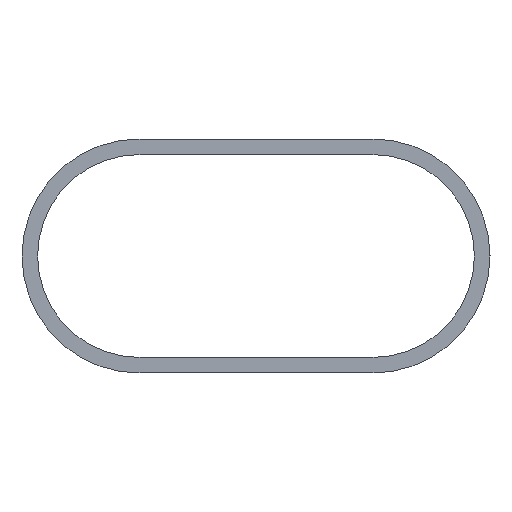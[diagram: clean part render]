
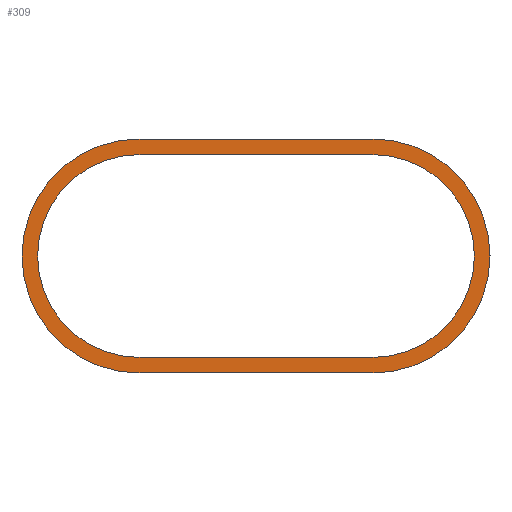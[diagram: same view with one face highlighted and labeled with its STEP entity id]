
A CAD part, left-side view. The second image highlights one B-rep face of the part: STEP entity #309.
In plain terms, the highlighted planar face has unit normal (-1, 0, 0).
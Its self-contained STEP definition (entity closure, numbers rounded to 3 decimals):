
#1 = VERTEX_POINT ( 'NONE', #127 ) ;
#12 = CARTESIAN_POINT ( 'NONE',  ( -1500., 7.5, -6.5 ) ) ;
#13 = CARTESIAN_POINT ( 'NONE',  ( -1500., -7.5, 0. ) ) ;
#17 = CARTESIAN_POINT ( 'NONE',  ( -1500., -7.5, 7.5 ) ) ;
#18 = CARTESIAN_POINT ( 'NONE',  ( -1500., -7.5, 6.5 ) ) ;
#22 = CIRCLE ( 'NONE', #101, 7.5 ) ;
#31 = CARTESIAN_POINT ( 'NONE',  ( -1500., 7.5, 6.5 ) ) ;
#34 = CARTESIAN_POINT ( 'NONE',  ( -1500., 7.5, -7.5 ) ) ;
#37 = DIRECTION ( 'NONE',  ( 1., 0., 0. ) ) ;
#47 = ORIENTED_EDGE ( 'NONE', *, *, #172, .T. ) ;
#49 = EDGE_CURVE ( 'NONE', #264, #325, #272, .T. ) ;
#56 = VERTEX_POINT ( 'NONE', #92 ) ;
#59 = EDGE_CURVE ( 'NONE', #1, #271, #281, .T. ) ;
#68 = DIRECTION ( 'NONE',  ( 0., 0., -1. ) ) ;
#70 = DIRECTION ( 'NONE',  ( 1., 0., 0. ) ) ;
#73 = ORIENTED_EDGE ( 'NONE', *, *, #121, .F. ) ;
#92 = CARTESIAN_POINT ( 'NONE',  ( -1500., 7.5, 7.5 ) ) ;
#93 = DIRECTION ( 'NONE',  ( 1., 0., 0. ) ) ;
#94 = CARTESIAN_POINT ( 'NONE',  ( -1500., -7.5, -6.5 ) ) ;
#95 = DIRECTION ( 'NONE',  ( 1., 0., 0. ) ) ;
#101 = AXIS2_PLACEMENT_3D ( 'NONE', #334, #95, #68 ) ;
#102 = AXIS2_PLACEMENT_3D ( 'NONE', #229, #70, #156 ) ;
#108 = ORIENTED_EDGE ( 'NONE', *, *, #124, .T. ) ;
#110 = AXIS2_PLACEMENT_3D ( 'NONE', #13, #258, #151 ) ;
#112 = EDGE_CURVE ( 'NONE', #235, #1, #165, .T. ) ;
#115 = DIRECTION ( 'NONE',  ( 0., 0., -1. ) ) ;
#121 = EDGE_CURVE ( 'NONE', #271, #56, #22, .T. ) ;
#124 = EDGE_CURVE ( 'NONE', #131, #292, #276, .T. ) ;
#125 = CARTESIAN_POINT ( 'NONE',  ( -1500., 7.5, 6.5 ) ) ;
#127 = CARTESIAN_POINT ( 'NONE',  ( -1500., -7.5, -7.5 ) ) ;
#130 = ORIENTED_EDGE ( 'NONE', *, *, #240, .F. ) ;
#131 = VERTEX_POINT ( 'NONE', #18 ) ;
#145 = VECTOR ( 'NONE', #171, 1000. ) ;
#151 = DIRECTION ( 'NONE',  ( 0., 0., -1. ) ) ;
#156 = DIRECTION ( 'NONE',  ( 0., 0., -1. ) ) ;
#158 = DIRECTION ( 'NONE',  ( 0., 1., 0. ) ) ;
#165 = CIRCLE ( 'NONE', #110, 7.5 ) ;
#171 = DIRECTION ( 'NONE',  ( 0., 1., 0. ) ) ;
#172 = EDGE_CURVE ( 'NONE', #325, #131, #283, .T. ) ;
#177 = CARTESIAN_POINT ( 'NONE',  ( -1500., -7.5, 0. ) ) ;
#183 = CARTESIAN_POINT ( 'NONE',  ( -1500., 7.5, -7.5 ) ) ;
#185 = ORIENTED_EDGE ( 'NONE', *, *, #49, .T. ) ;
#188 = EDGE_CURVE ( 'NONE', #292, #264, #205, .T. ) ;
#190 = EDGE_LOOP ( 'NONE', ( #73, #194, #293, #130 ) ) ;
#194 = ORIENTED_EDGE ( 'NONE', *, *, #59, .F. ) ;
#197 = FACE_BOUND ( 'NONE', #320, .T. ) ;
#198 = PLANE ( 'NONE',  #340 ) ;
#205 = LINE ( 'NONE', #339, #250 ) ;
#207 = DIRECTION ( 'NONE',  ( 0., -1., 0. ) ) ;
#229 = CARTESIAN_POINT ( 'NONE',  ( -1500., 7.5, 0. ) ) ;
#230 = CARTESIAN_POINT ( 'NONE',  ( -1500., 7.5, 7.5 ) ) ;
#235 = VERTEX_POINT ( 'NONE', #17 ) ;
#240 = EDGE_CURVE ( 'NONE', #56, #235, #280, .T. ) ;
#250 = VECTOR ( 'NONE', #158, 1000. ) ;
#258 = DIRECTION ( 'NONE',  ( 1., 0., 0. ) ) ;
#261 = DIRECTION ( 'NONE',  ( 0., -1., 0. ) ) ;
#264 = VERTEX_POINT ( 'NONE', #12 ) ;
#271 = VERTEX_POINT ( 'NONE', #183 ) ;
#272 = CIRCLE ( 'NONE', #102, 6.5 ) ;
#276 = CIRCLE ( 'NONE', #297, 6.5 ) ;
#280 = LINE ( 'NONE', #230, #327 ) ;
#281 = LINE ( 'NONE', #34, #145 ) ;
#283 = LINE ( 'NONE', #125, #341 ) ;
#284 = DIRECTION ( 'NONE',  ( 0., 0., -1. ) ) ;
#290 = ORIENTED_EDGE ( 'NONE', *, *, #188, .T. ) ;
#292 = VERTEX_POINT ( 'NONE', #94 ) ;
#293 = ORIENTED_EDGE ( 'NONE', *, *, #112, .F. ) ;
#297 = AXIS2_PLACEMENT_3D ( 'NONE', #177, #37, #284 ) ;
#303 = CARTESIAN_POINT ( 'NONE',  ( -1500., 7.5, 0. ) ) ;
#309 = ADVANCED_FACE ( 'NONE', ( #310, #197 ), #198, .F. ) ;
#310 = FACE_OUTER_BOUND ( 'NONE', #190, .T. ) ;
#320 = EDGE_LOOP ( 'NONE', ( #185, #47, #108, #290 ) ) ;
#325 = VERTEX_POINT ( 'NONE', #31 ) ;
#327 = VECTOR ( 'NONE', #207, 1000. ) ;
#334 = CARTESIAN_POINT ( 'NONE',  ( -1500., 7.5, 0. ) ) ;
#339 = CARTESIAN_POINT ( 'NONE',  ( -1500., 7.5, -6.5 ) ) ;
#340 = AXIS2_PLACEMENT_3D ( 'NONE', #303, #93, #115 ) ;
#341 = VECTOR ( 'NONE', #261, 1000. ) ;
